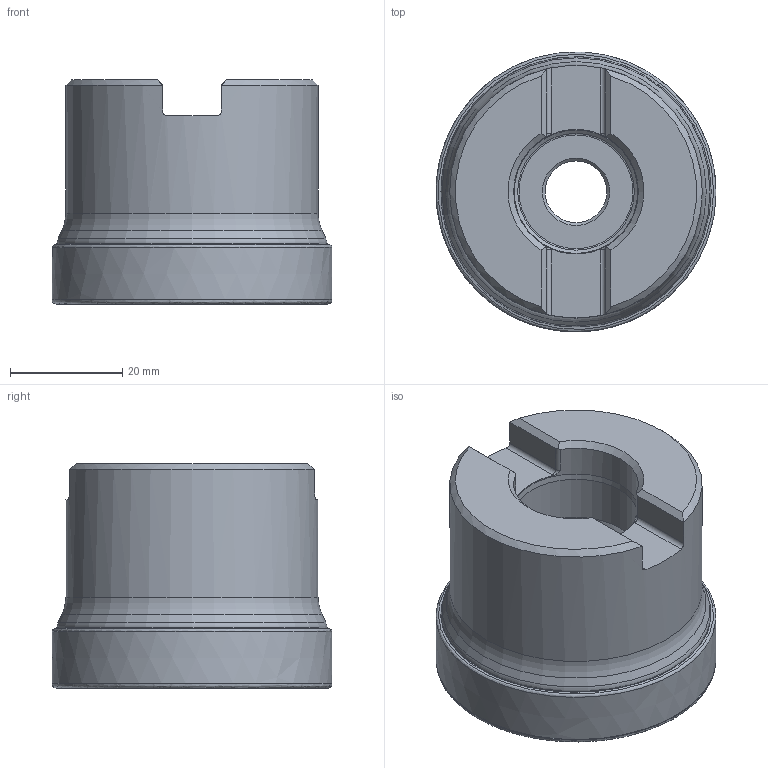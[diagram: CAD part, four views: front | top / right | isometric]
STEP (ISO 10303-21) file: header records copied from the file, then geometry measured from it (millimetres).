
FILE_DESCRIPTION(/* description */ (''),/* implementation_level */ '2;1');
FILE_NAME(/* name */ '50A05R_S90AD11E_C_3D(R08).stp',/* time_stamp */ '2016-06-22T06:28:38+02:00',/* author */ (''),/* organization */ (''),/* preprocessor_version */ 'ST-DEVELOPER v15',/* originating_system */ 'SIEMENS PLM Software NX 8.5',/* authorisation */ '');
FILE_SCHEMA (('AUTOMOTIVE_DESIGN { 1 0 10303 214 3 1 1 1 }'));
Length unit declared in the file: millimetre
Products named in the file (1): czsu0344A7465m5h
Bounding box: 49.87 x 49.87 x 40 mm (x, y, z)
Volume: 48843.8 mm3; surface area: 15604.5 mm2
Topology: 1 solids, 2 shells, 87 faces, 220 edges, 137 vertices
Faces by surface type: revolution 22, cylinder 20, plane 16, torus 15, cone 14
Full cylindrical faces by diameter (mm): 11 x1, 18.1 x1, 22.006 x1, 22.2 x1, 45 x1, 48.12 x1
Entity records: 2412 total; most frequent: CARTESIAN_POINT 649, DIRECTION 358, ORIENTED_EDGE 284, AXIS2_PLACEMENT_3D 149, EDGE_CURVE 142, EDGE_LOOP 140, VERTEX_POINT 108, FACE_BOUND 106
